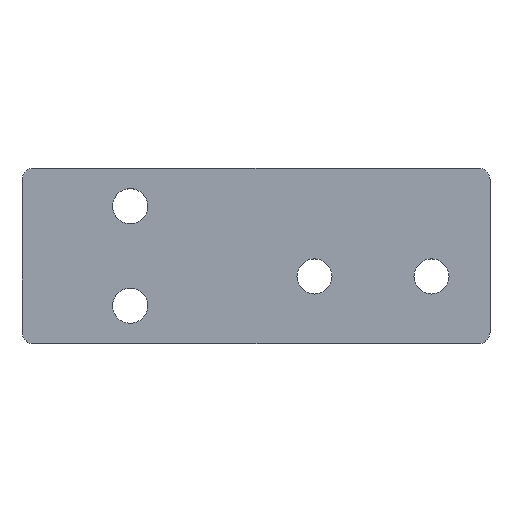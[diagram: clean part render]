
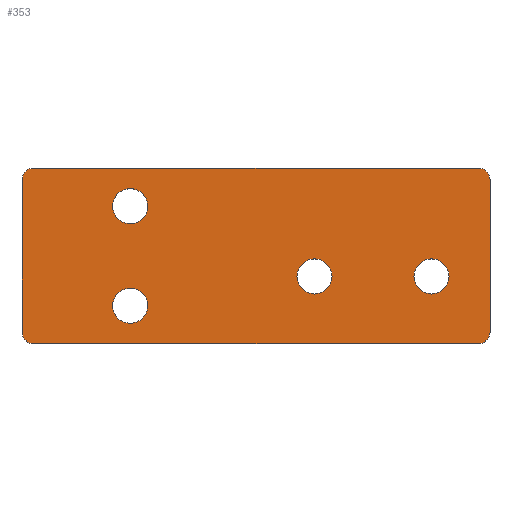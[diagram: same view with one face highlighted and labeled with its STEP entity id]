
A CAD part, top view. The second image highlights one B-rep face of the part: STEP entity #353.
In plain terms, the highlighted planar face has unit normal (0, 0, 1).
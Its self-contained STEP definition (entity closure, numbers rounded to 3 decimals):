
#7=CARTESIAN_POINT('',(78.0,15.0,0.0));
#8=VERTEX_POINT('',#7);
#25=CARTESIAN_POINT('',(2.0,15.0,0.0));
#26=VERTEX_POINT('',#25);
#33=CARTESIAN_POINT('',(78.0,15.0,0.0));
#34=DIRECTION('',(-1.0,0.0,0.0));
#35=VECTOR('',#34,76.0);
#36=LINE('',#33,#35);
#37=EDGE_CURVE('',#8,#26,#36,.T.);
#57=CARTESIAN_POINT('',(0.0,13.0,0.0));
#58=VERTEX_POINT('',#57);
#65=CARTESIAN_POINT('',(2.0,13.0,0.0));
#66=DIRECTION('',(0.0,0.0,1.0));
#67=DIRECTION('',(1.0,0.0,0.0));
#68=AXIS2_PLACEMENT_3D('',#65,#66,#67);
#69=CIRCLE('',#68,2.0);
#70=EDGE_CURVE('',#26,#58,#69,.T.);
#89=CARTESIAN_POINT('',(0.0,-13.0,0.0));
#90=VERTEX_POINT('',#89);
#97=CARTESIAN_POINT('',(0.0,13.0,0.0));
#98=DIRECTION('',(0.0,-1.0,0.0));
#99=VECTOR('',#98,26.0);
#100=LINE('',#97,#99);
#101=EDGE_CURVE('',#58,#90,#100,.T.);
#121=CARTESIAN_POINT('',(2.0,-15.0,0.0));
#122=VERTEX_POINT('',#121);
#129=CARTESIAN_POINT('',(2.0,-13.0,0.0));
#130=DIRECTION('',(0.0,0.0,1.0));
#131=DIRECTION('',(1.0,0.0,0.0));
#132=AXIS2_PLACEMENT_3D('',#129,#130,#131);
#133=CIRCLE('',#132,2.0);
#134=EDGE_CURVE('',#90,#122,#133,.T.);
#153=CARTESIAN_POINT('',(78.0,-15.0,0.0));
#154=VERTEX_POINT('',#153);
#161=CARTESIAN_POINT('',(2.0,-15.0,0.0));
#162=DIRECTION('',(1.0,0.0,0.0));
#163=VECTOR('',#162,76.0);
#164=LINE('',#161,#163);
#165=EDGE_CURVE('',#122,#154,#164,.T.);
#185=CARTESIAN_POINT('',(80.0,-13.0,0.0));
#186=VERTEX_POINT('',#185);
#193=CARTESIAN_POINT('',(78.0,-13.0,0.0));
#194=DIRECTION('',(0.0,0.0,1.0));
#195=DIRECTION('',(1.0,0.0,0.0));
#196=AXIS2_PLACEMENT_3D('',#193,#194,#195);
#197=CIRCLE('',#196,2.0);
#198=EDGE_CURVE('',#154,#186,#197,.T.);
#217=CARTESIAN_POINT('',(80.0,13.0,0.0));
#218=VERTEX_POINT('',#217);
#225=CARTESIAN_POINT('',(80.0,-13.0,0.0));
#226=DIRECTION('',(0.0,1.0,0.0));
#227=VECTOR('',#226,26.0);
#228=LINE('',#225,#227);
#229=EDGE_CURVE('',#186,#218,#228,.T.);
#248=CARTESIAN_POINT('',(78.0,13.0,0.0));
#249=DIRECTION('',(0.0,0.0,1.0));
#250=DIRECTION('',(1.0,0.0,0.0));
#251=AXIS2_PLACEMENT_3D('',#248,#249,#250);
#252=CIRCLE('',#251,2.0);
#253=EDGE_CURVE('',#218,#8,#252,.T.);
#258=CARTESIAN_POINT('',(-8.,-18.,0.0));
#259=DIRECTION('',(0.0,0.0,1.0));
#260=DIRECTION('',(1.0,0.0,0.0));
#261=AXIS2_PLACEMENT_3D('',#258,#259,#260);
#262=PLANE('',#261);
#263=ORIENTED_EDGE('',*,*,#37,.T.);
#264=ORIENTED_EDGE('',*,*,#70,.T.);
#265=ORIENTED_EDGE('',*,*,#101,.T.);
#266=ORIENTED_EDGE('',*,*,#134,.T.);
#267=ORIENTED_EDGE('',*,*,#165,.T.);
#268=ORIENTED_EDGE('',*,*,#198,.T.);
#269=ORIENTED_EDGE('',*,*,#229,.T.);
#270=ORIENTED_EDGE('',*,*,#253,.T.);
#271=EDGE_LOOP('',(#263,#264,#265,#266,#267,#268,#269,#270));
#272=FACE_OUTER_BOUND('',#271,.T.);
#273=CARTESIAN_POINT('',(15.5,-8.5,0.0));
#274=VERTEX_POINT('',#273);
#275=CARTESIAN_POINT('',(21.5,-8.5,0.0));
#276=VERTEX_POINT('',#275);
#277=CARTESIAN_POINT('',(18.5,-8.5,0.0));
#278=DIRECTION('',(0.0,0.0,1.0));
#279=DIRECTION('',(1.0,0.0,0.0));
#280=AXIS2_PLACEMENT_3D('',#277,#278,#279);
#281=CIRCLE('',#280,3.0);
#282=EDGE_CURVE('',#274,#276,#281,.T.);
#283=ORIENTED_EDGE('',*,*,#282,.F.);
#284=CARTESIAN_POINT('',(18.5,-8.5,0.0));
#285=DIRECTION('',(0.0,0.0,1.0));
#286=DIRECTION('',(1.0,0.0,0.0));
#287=AXIS2_PLACEMENT_3D('',#284,#285,#286);
#288=CIRCLE('',#287,3.0);
#289=EDGE_CURVE('',#276,#274,#288,.T.);
#290=ORIENTED_EDGE('',*,*,#289,.F.);
#291=EDGE_LOOP('',(#283,#290));
#292=FACE_BOUND('',#291,.T.);
#293=CARTESIAN_POINT('',(15.5,8.5,0.0));
#294=VERTEX_POINT('',#293);
#295=CARTESIAN_POINT('',(21.5,8.5,0.0));
#296=VERTEX_POINT('',#295);
#297=CARTESIAN_POINT('',(18.5,8.5,0.0));
#298=DIRECTION('',(0.0,0.0,1.0));
#299=DIRECTION('',(1.0,0.0,0.0));
#300=AXIS2_PLACEMENT_3D('',#297,#298,#299);
#301=CIRCLE('',#300,3.0);
#302=EDGE_CURVE('',#294,#296,#301,.T.);
#303=ORIENTED_EDGE('',*,*,#302,.F.);
#304=CARTESIAN_POINT('',(18.5,8.5,0.0));
#305=DIRECTION('',(0.0,0.0,1.0));
#306=DIRECTION('',(1.0,0.0,0.0));
#307=AXIS2_PLACEMENT_3D('',#304,#305,#306);
#308=CIRCLE('',#307,3.0);
#309=EDGE_CURVE('',#296,#294,#308,.T.);
#310=ORIENTED_EDGE('',*,*,#309,.F.);
#311=EDGE_LOOP('',(#303,#310));
#312=FACE_BOUND('',#311,.T.);
#313=CARTESIAN_POINT('',(47.0,-3.5,0.0));
#314=VERTEX_POINT('',#313);
#315=CARTESIAN_POINT('',(53.0,-3.5,0.0));
#316=VERTEX_POINT('',#315);
#317=CARTESIAN_POINT('',(50.0,-3.5,0.0));
#318=DIRECTION('',(0.0,0.0,1.0));
#319=DIRECTION('',(1.0,0.0,0.0));
#320=AXIS2_PLACEMENT_3D('',#317,#318,#319);
#321=CIRCLE('',#320,3.0);
#322=EDGE_CURVE('',#314,#316,#321,.T.);
#323=ORIENTED_EDGE('',*,*,#322,.F.);
#324=CARTESIAN_POINT('',(50.0,-3.5,0.0));
#325=DIRECTION('',(0.0,0.0,1.0));
#326=DIRECTION('',(1.0,0.0,0.0));
#327=AXIS2_PLACEMENT_3D('',#324,#325,#326);
#328=CIRCLE('',#327,3.0);
#329=EDGE_CURVE('',#316,#314,#328,.T.);
#330=ORIENTED_EDGE('',*,*,#329,.F.);
#331=EDGE_LOOP('',(#323,#330));
#332=FACE_BOUND('',#331,.T.);
#333=CARTESIAN_POINT('',(67.0,-3.5,0.0));
#334=VERTEX_POINT('',#333);
#335=CARTESIAN_POINT('',(73.0,-3.5,0.0));
#336=VERTEX_POINT('',#335);
#337=CARTESIAN_POINT('',(70.0,-3.5,0.0));
#338=DIRECTION('',(0.0,0.0,1.0));
#339=DIRECTION('',(1.0,0.0,0.0));
#340=AXIS2_PLACEMENT_3D('',#337,#338,#339);
#341=CIRCLE('',#340,3.0);
#342=EDGE_CURVE('',#334,#336,#341,.T.);
#343=ORIENTED_EDGE('',*,*,#342,.F.);
#344=CARTESIAN_POINT('',(70.0,-3.5,0.0));
#345=DIRECTION('',(0.0,0.0,1.0));
#346=DIRECTION('',(1.0,0.0,0.0));
#347=AXIS2_PLACEMENT_3D('',#344,#345,#346);
#348=CIRCLE('',#347,3.0);
#349=EDGE_CURVE('',#336,#334,#348,.T.);
#350=ORIENTED_EDGE('',*,*,#349,.F.);
#351=EDGE_LOOP('',(#343,#350));
#352=FACE_BOUND('',#351,.T.);
#353=ADVANCED_FACE('',(#272,#292,#312,#332,#352),#262,.T.);
